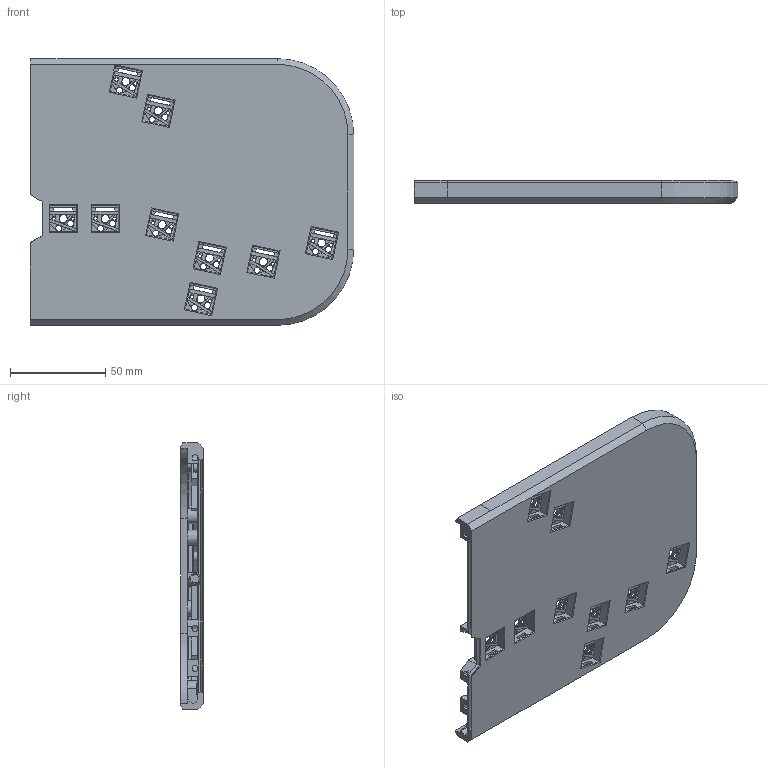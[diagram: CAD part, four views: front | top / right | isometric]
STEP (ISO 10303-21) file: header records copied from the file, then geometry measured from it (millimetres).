
FILE_DESCRIPTION (( 'STEP AP214' ), '1' );
FILE_NAME ('BubbleBox V4 SCL RH WASD.STEP', '2023-03-24T03:11:25', ( '' ), ( '' ), 'SwSTEP 2.0', 'SolidWorks 2022', '' );
FILE_SCHEMA (( 'AUTOMOTIVE_DESIGN' ));
Length unit declared in the file: millimetre
Products named in the file (1): BubbleBox V4 SCL RH WASD
Bounding box: 169.75 x 12 x 140 mm (x, y, z)
Volume: 81661.3 mm3; surface area: 62620 mm2
Topology: 1 solids, 1 shells, 1081 faces, 2990 edges, 1954 vertices
Faces by surface type: plane 863, cylinder 173, cone 45
Entity records: 34246 total; most frequent: CARTESIAN_POINT 6095, ORIENTED_EDGE 5980, DIRECTION 5520, EDGE_CURVE 2990, VECTOR 2578, LINE 2578, VERTEX_POINT 1954, AXIS2_PLACEMENT_3D 1471
